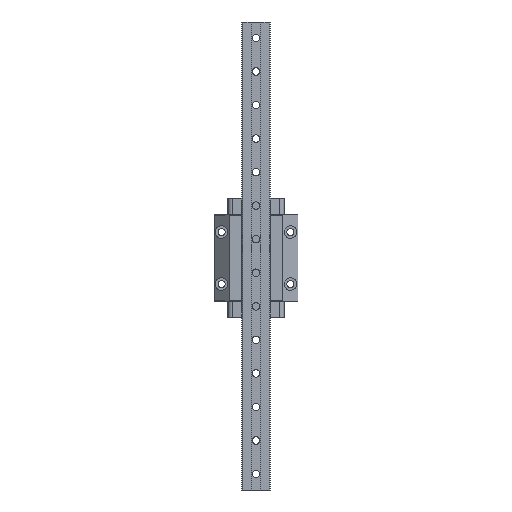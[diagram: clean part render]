
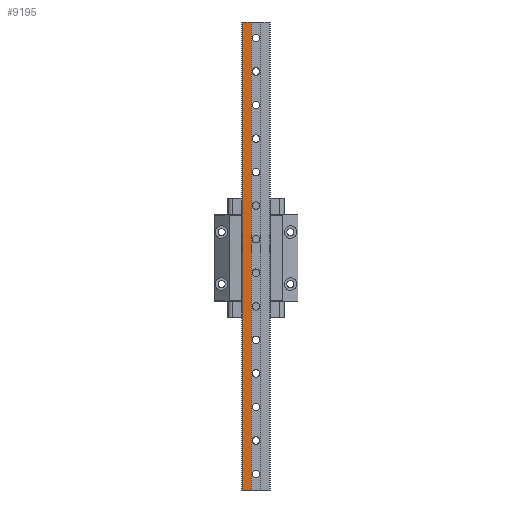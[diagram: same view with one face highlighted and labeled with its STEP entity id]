
A CAD part, front view. The second image highlights one B-rep face of the part: STEP entity #9195.
In plain terms, the highlighted face is planar.
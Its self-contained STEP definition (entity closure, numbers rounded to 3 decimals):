
#173 = EDGE_CURVE ( 'NONE', #8671, #7311, #17792, .T. ) ;
#491 = CARTESIAN_POINT ( 'NONE',  ( 5.9, 0., 0. ) ) ;
#1152 = VERTEX_POINT ( 'NONE', #3189 ) ;
#1749 = ORIENTED_EDGE ( 'NONE', *, *, #25662, .F. ) ;
#2398 = CARTESIAN_POINT ( 'NONE',  ( 15.6, 0., 279. ) ) ;
#2515 = ORIENTED_EDGE ( 'NONE', *, *, #24470, .T. ) ;
#3052 = VERTEX_POINT ( 'NONE', #2398 ) ;
#3189 = CARTESIAN_POINT ( 'NONE',  ( 5.9, 0., 279. ) ) ;
#3681 = DIRECTION ( 'NONE',  ( 0., 0., 1. ) ) ;
#3705 = DIRECTION ( 'NONE',  ( 0., 1., 0. ) ) ;
#3740 = CARTESIAN_POINT ( 'NONE',  ( -17., 0., 0. ) ) ;
#3851 = CARTESIAN_POINT ( 'NONE',  ( 5.9, 0., -279. ) ) ;
#4277 = PLANE ( 'NONE',  #24771 ) ;
#6532 = FACE_OUTER_BOUND ( 'NONE', #20167, .T. ) ;
#7311 = VERTEX_POINT ( 'NONE', #3851 ) ;
#7762 = LINE ( 'NONE', #11181, #19518 ) ;
#8671 = VERTEX_POINT ( 'NONE', #14115 ) ;
#9074 = ORIENTED_EDGE ( 'NONE', *, *, #21240, .T. ) ;
#9195 = ADVANCED_FACE ( 'NONE', ( #6532 ), #4277, .T. ) ;
#10655 = LINE ( 'NONE', #491, #19586 ) ;
#10820 = LINE ( 'NONE', #27488, #16687 ) ;
#10895 = ORIENTED_EDGE ( 'NONE', *, *, #173, .T. ) ;
#11181 = CARTESIAN_POINT ( 'NONE',  ( 0., 0., 279. ) ) ;
#14115 = CARTESIAN_POINT ( 'NONE',  ( 15.6, 0., -279. ) ) ;
#16687 = VECTOR ( 'NONE', #23202, 1000. ) ;
#17792 = LINE ( 'NONE', #19890, #27781 ) ;
#18123 = DIRECTION ( 'NONE',  ( 0., 0., 1. ) ) ;
#19518 = VECTOR ( 'NONE', #24163, 1000. ) ;
#19586 = VECTOR ( 'NONE', #18123, 1000. ) ;
#19646 = DIRECTION ( 'NONE',  ( -1., 0., 0. ) ) ;
#19890 = CARTESIAN_POINT ( 'NONE',  ( 0., 0., -279. ) ) ;
#20167 = EDGE_LOOP ( 'NONE', ( #9074, #10895, #2515, #1749 ) ) ;
#21240 = EDGE_CURVE ( 'NONE', #3052, #8671, #10820, .T. ) ;
#23202 = DIRECTION ( 'NONE',  ( 0., 0., -1. ) ) ;
#24163 = DIRECTION ( 'NONE',  ( -1., 0., 0. ) ) ;
#24470 = EDGE_CURVE ( 'NONE', #7311, #1152, #10655, .T. ) ;
#24771 = AXIS2_PLACEMENT_3D ( 'NONE', #3740, #3705, #3681 ) ;
#25662 = EDGE_CURVE ( 'NONE', #3052, #1152, #7762, .T. ) ;
#27488 = CARTESIAN_POINT ( 'NONE',  ( 15.6, 0., 0. ) ) ;
#27781 = VECTOR ( 'NONE', #19646, 1000. ) ;
